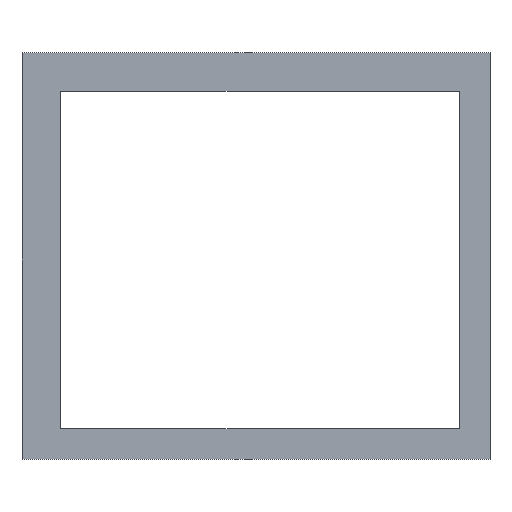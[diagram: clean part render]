
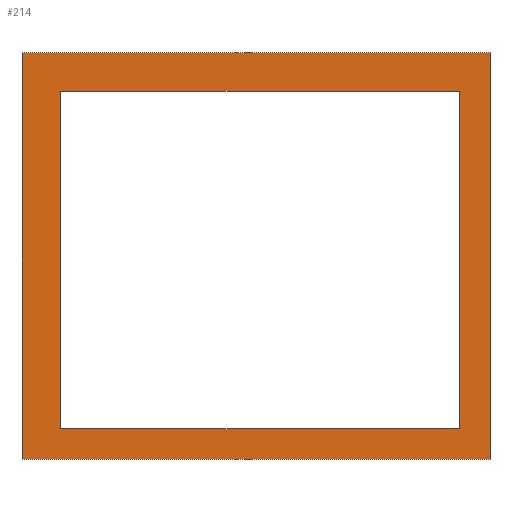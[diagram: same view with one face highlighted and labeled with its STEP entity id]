
A CAD part, top view. The second image highlights one B-rep face of the part: STEP entity #214.
In plain terms, the highlighted planar face has unit normal (0, 0, 1).
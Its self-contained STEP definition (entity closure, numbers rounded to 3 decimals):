
#24 = VERTEX_POINT('',#25);
#25 = CARTESIAN_POINT('',(0.,0.,2.));
#31 = EDGE_CURVE('',#24,#32,#34,.T.);
#32 = VERTEX_POINT('',#33);
#33 = CARTESIAN_POINT('',(115.,0.,2.));
#34 = LINE('',#35,#36);
#35 = CARTESIAN_POINT('',(0.,0.,2.));
#36 = VECTOR('',#37,1.);
#37 = DIRECTION('',(1.,0.,0.));
#64 = VERTEX_POINT('',#65);
#65 = CARTESIAN_POINT('',(0.,100.,2.));
#71 = EDGE_CURVE('',#64,#24,#72,.T.);
#72 = LINE('',#73,#74);
#73 = CARTESIAN_POINT('',(0.,100.,2.));
#74 = VECTOR('',#75,1.);
#75 = DIRECTION('',(0.,-1.,0.));
#93 = EDGE_CURVE('',#32,#94,#96,.T.);
#94 = VERTEX_POINT('',#95);
#95 = CARTESIAN_POINT('',(115.,100.,2.));
#96 = LINE('',#97,#98);
#97 = CARTESIAN_POINT('',(115.,0.,2.));
#98 = VECTOR('',#99,1.);
#99 = DIRECTION('',(0.,1.,0.));
#214 = ADVANCED_FACE('',(#215,#226),#260,.T.);
#215 = FACE_BOUND('',#216,.T.);
#216 = EDGE_LOOP('',(#217,#218,#219,#225));
#217 = ORIENTED_EDGE('',*,*,#31,.T.);
#218 = ORIENTED_EDGE('',*,*,#93,.T.);
#219 = ORIENTED_EDGE('',*,*,#220,.T.);
#220 = EDGE_CURVE('',#94,#64,#221,.T.);
#221 = LINE('',#222,#223);
#222 = CARTESIAN_POINT('',(115.,100.,2.));
#223 = VECTOR('',#224,1.);
#224 = DIRECTION('',(-1.,0.,0.));
#225 = ORIENTED_EDGE('',*,*,#71,.T.);
#226 = FACE_BOUND('',#227,.T.);
#227 = EDGE_LOOP('',(#228,#238,#246,#254));
#228 = ORIENTED_EDGE('',*,*,#229,.F.);
#229 = EDGE_CURVE('',#230,#232,#234,.T.);
#230 = VERTEX_POINT('',#231);
#231 = CARTESIAN_POINT('',(107.5,90.5,2.));
#232 = VERTEX_POINT('',#233);
#233 = CARTESIAN_POINT('',(9.5,90.5,2.));
#234 = LINE('',#235,#236);
#235 = CARTESIAN_POINT('',(33.5,90.5,2.));
#236 = VECTOR('',#237,1.);
#237 = DIRECTION('',(-1.,0.,0.));
#238 = ORIENTED_EDGE('',*,*,#239,.F.);
#239 = EDGE_CURVE('',#240,#230,#242,.T.);
#240 = VERTEX_POINT('',#241);
#241 = CARTESIAN_POINT('',(107.5,7.5,2.));
#242 = LINE('',#243,#244);
#243 = CARTESIAN_POINT('',(107.5,70.25,2.));
#244 = VECTOR('',#245,1.);
#245 = DIRECTION('',(0.,1.,0.));
#246 = ORIENTED_EDGE('',*,*,#247,.F.);
#247 = EDGE_CURVE('',#248,#240,#250,.T.);
#248 = VERTEX_POINT('',#249);
#249 = CARTESIAN_POINT('',(9.5,7.5,2.));
#250 = LINE('',#251,#252);
#251 = CARTESIAN_POINT('',(82.5,7.5,2.));
#252 = VECTOR('',#253,1.);
#253 = DIRECTION('',(1.,0.,0.));
#254 = ORIENTED_EDGE('',*,*,#255,.F.);
#255 = EDGE_CURVE('',#232,#248,#256,.T.);
#256 = LINE('',#257,#258);
#257 = CARTESIAN_POINT('',(9.5,28.75,2.));
#258 = VECTOR('',#259,1.);
#259 = DIRECTION('',(0.,-1.,0.));
#260 = PLANE('',#261);
#261 = AXIS2_PLACEMENT_3D('',#262,#263,#264);
#262 = CARTESIAN_POINT('',(57.5,50.,2.));
#263 = DIRECTION('',(0.,0.,1.));
#264 = DIRECTION('',(1.,0.,0.));
